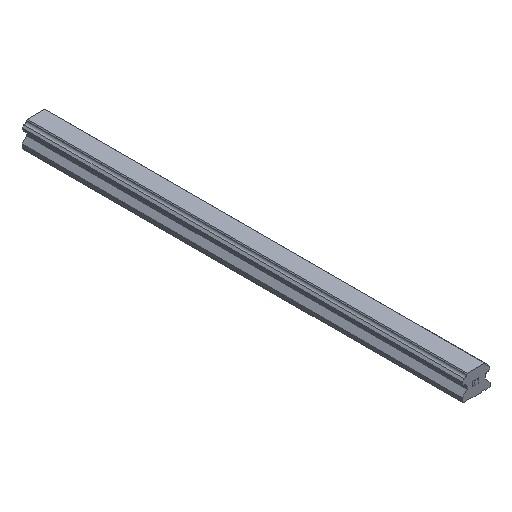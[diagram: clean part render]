
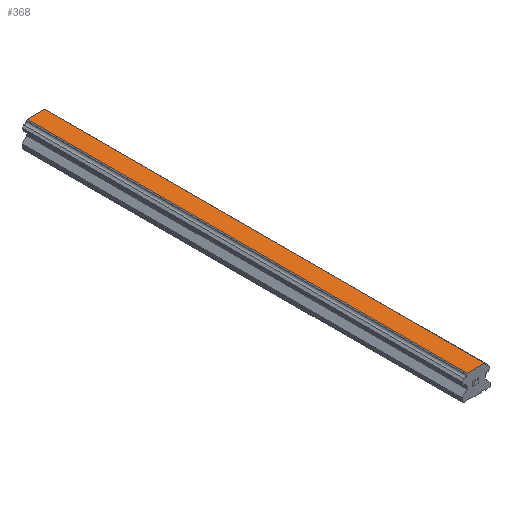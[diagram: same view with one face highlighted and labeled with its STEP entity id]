
A CAD part, isometric view. The second image highlights one B-rep face of the part: STEP entity #368.
In plain terms, the highlighted planar face has unit normal (0, 0, 1).
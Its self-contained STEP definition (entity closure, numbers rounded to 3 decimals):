
#368=ADVANCED_FACE('',(#756),#757,.T.);
#756=FACE_OUTER_BOUND('',#1150,.T.);
#757=PLANE('',#1151);
#1150=EDGE_LOOP('',(#2230,#2231,#2232,#2233));
#1151=AXIS2_PLACEMENT_3D('',#2234,#2235,#2236);
#2230=ORIENTED_EDGE('',*,*,#2704,.T.);
#2231=ORIENTED_EDGE('',*,*,#2782,.F.);
#2232=ORIENTED_EDGE('',*,*,#2585,.T.);
#2233=ORIENTED_EDGE('',*,*,#2780,.T.);
#2234=CARTESIAN_POINT('',(7.2,710.0,38.));
#2235=DIRECTION('',(0.0,0.0,1.0));
#2236=DIRECTION('',(-1.0,0.0,0.0));
#2585=EDGE_CURVE('',#3168,#3166,#3169,.T.);
#2704=EDGE_CURVE('',#3361,#3359,#3362,.T.);
#2780=EDGE_CURVE('',#3166,#3361,#3452,.T.);
#2782=EDGE_CURVE('',#3168,#3359,#3454,.T.);
#3166=VERTEX_POINT('',#3993);
#3168=VERTEX_POINT('',#3996);
#3169=LINE('',#3997,#3998);
#3359=VERTEX_POINT('',#4277);
#3361=VERTEX_POINT('',#4280);
#3362=LINE('',#4281,#4282);
#3452=LINE('',#4401,#4402);
#3454=LINE('',#4404,#4405);
#3993=CARTESIAN_POINT('',(-14.4,710.0,38.));
#3996=CARTESIAN_POINT('',(14.4,710.0,38.));
#3997=CARTESIAN_POINT('',(14.4,710.0,38.));
#3998=VECTOR('',#4654,1.0);
#4277=CARTESIAN_POINT('',(14.4,0.0,38.));
#4280=CARTESIAN_POINT('',(-14.4,0.0,38.));
#4281=CARTESIAN_POINT('',(0.0,0.0,38.));
#4282=VECTOR('',#4757,1.0);
#4401=CARTESIAN_POINT('',(-14.4,710.0,38.));
#4402=VECTOR('',#4835,1.0);
#4404=CARTESIAN_POINT('',(14.4,710.0,38.));
#4405=VECTOR('',#4836,1.0);
#4654=DIRECTION('',(-1.0,0.0,0.0));
#4757=DIRECTION('',(1.0,0.0,0.0));
#4835=DIRECTION('',(0.0,-1.0,0.0));
#4836=DIRECTION('',(0.0,-1.0,0.0));
